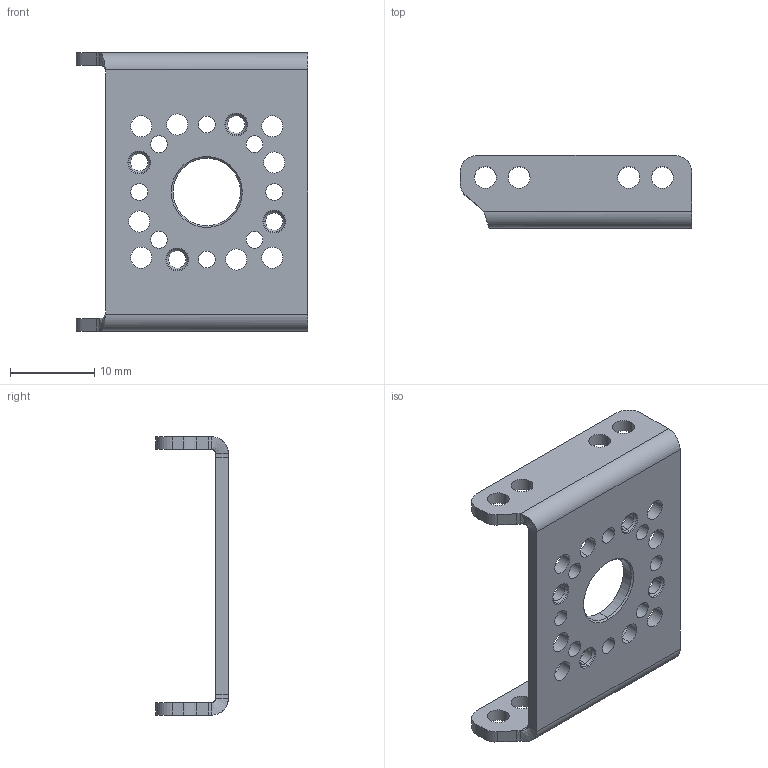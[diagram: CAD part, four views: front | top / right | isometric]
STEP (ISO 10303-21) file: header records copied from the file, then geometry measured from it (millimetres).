
FILE_DESCRIPTION((''),'2;1');
FILE_NAME('FR07_S_01','2010-02-02T',('JANG WOOK'),(''),'PRO/ENGINEER BY PARAMETRIC TECHNOLOGY CORPORATION, 2009060','PRO/ENGINEER BY PARAMETRIC TECHNOLOGY CORPORATION, 2009060','');
FILE_SCHEMA(('CONFIG_CONTROL_DESIGN'));
Length unit declared in the file: millimetre
Products named in the file (1): FR07_S_01
Bounding box: 27.5 x 8.6 x 33 mm (x, y, z)
Volume: 1458.2 mm3; surface area: 2547.4 mm2
Topology: 1 solids, 5 shells, 110 faces, 298 edges, 190 vertices
Faces by surface type: cylinder 80, plane 18, cone 10, bspline 2
Entity records: 3749 total; most frequent: CARTESIAN_POINT 691, DIRECTION 678, ORIENTED_EDGE 580, EDGE_CURVE 298, AXIS2_PLACEMENT_3D 275, VERTEX_POINT 190, EDGE_LOOP 168, CIRCLE 166
